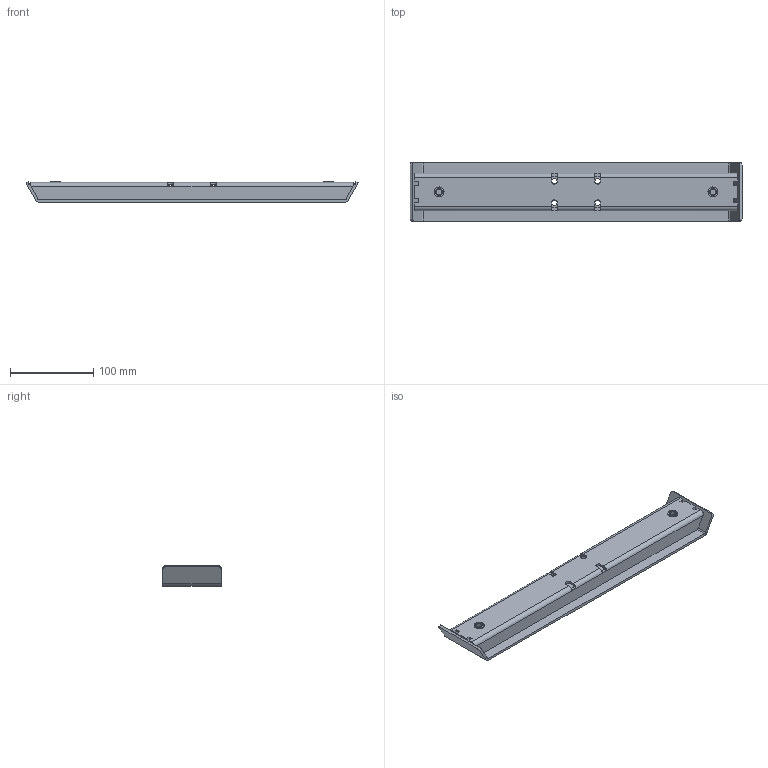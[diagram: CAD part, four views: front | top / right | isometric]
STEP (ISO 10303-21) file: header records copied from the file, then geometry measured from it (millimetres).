
FILE_DESCRIPTION((''),'2;1');
FILE_NAME('JC35TS-0509','2021-01-06T18:36:50',('sa'),('捷昌驱动'),'CREO PARAMETRIC BY PTC INC, 2018100','CREO PARAMETRIC BY PTC INC, 2018100','');
FILE_SCHEMA(('CONFIG_CONTROL_DESIGN'));
Length unit declared in the file: millimetre
Products named in the file (1): JC35TS-0509
Bounding box: 400 x 70 x 25 mm (x, y, z)
Volume: 177290.7 mm3; surface area: 120138.3 mm2
Topology: 1 solids, 3 shells, 92 faces, 292 edges, 196 vertices
Faces by surface type: plane 52, cylinder 40
Entity records: 3365 total; most frequent: CARTESIAN_POINT 609, ORIENTED_EDGE 576, DIRECTION 570, EDGE_CURVE 292, VERTEX_POINT 196, AXIS2_PLACEMENT_3D 193, VECTOR 184, LINE 184
